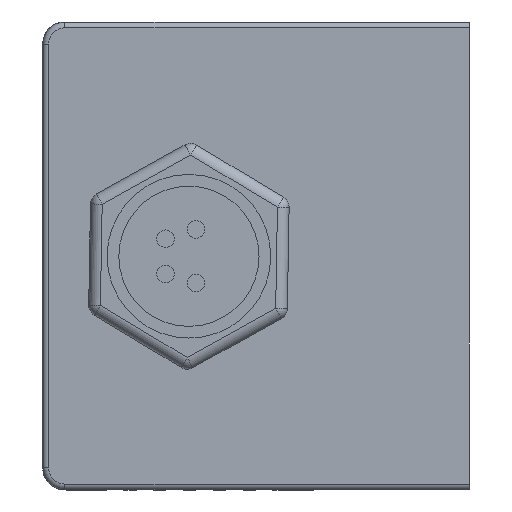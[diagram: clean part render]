
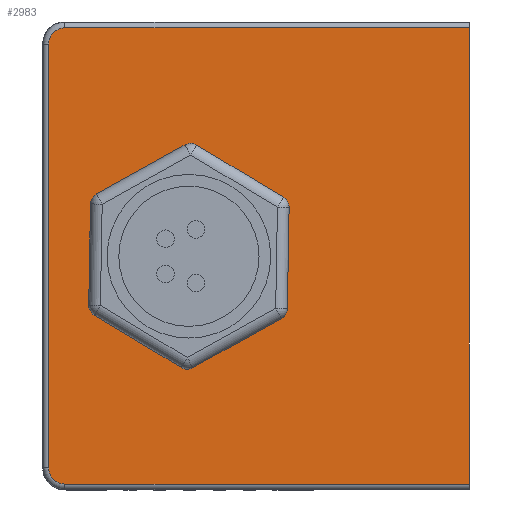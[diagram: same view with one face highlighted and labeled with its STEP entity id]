
A CAD part, left-side view. The second image highlights one B-rep face of the part: STEP entity #2983.
In plain terms, the highlighted planar face has unit normal (-1, 0, 0).
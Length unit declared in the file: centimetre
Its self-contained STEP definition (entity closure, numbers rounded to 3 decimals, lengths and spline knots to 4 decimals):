
#180=CIRCLE('',#3191,0.1);
#184=CIRCLE('',#3197,0.1);
#188=CIRCLE('',#3204,0.1);
#192=CIRCLE('',#3210,0.1);
#196=CIRCLE('',#3217,0.1);
#200=CIRCLE('',#3223,0.1);
#204=CIRCLE('',#3239,0.14);
#214=CIRCLE('',#3253,0.14);
#403=VERTEX_POINT('',#4785);
#404=VERTEX_POINT('',#4786);
#408=VERTEX_POINT('',#4798);
#409=VERTEX_POINT('',#4799);
#413=VERTEX_POINT('',#4814);
#414=VERTEX_POINT('',#4815);
#418=VERTEX_POINT('',#4827);
#419=VERTEX_POINT('',#4828);
#423=VERTEX_POINT('',#4843);
#424=VERTEX_POINT('',#4844);
#428=VERTEX_POINT('',#4856);
#429=VERTEX_POINT('',#4857);
#432=VERTEX_POINT('',#4891);
#433=VERTEX_POINT('',#4893);
#440=VERTEX_POINT('',#4911);
#445=VERTEX_POINT('',#4931);
#446=VERTEX_POINT('',#4933);
#447=VERTEX_POINT('',#4935);
#687=VECTOR('',#3735,1.);
#688=VECTOR('',#3737,1.);
#689=VECTOR('',#3739,1.);
#697=VECTOR('',#3774,1.);
#702=VECTOR('',#3791,1.);
#703=VECTOR('',#3792,1.);
#704=VECTOR('',#3793,1.);
#705=VECTOR('',#3794,1.);
#706=VECTOR('',#3795,1.);
#707=VECTOR('',#3796,1.);
#945=LINE('',#4873,#687);
#946=LINE('',#4875,#688);
#947=LINE('',#4877,#689);
#955=LINE('',#4910,#697);
#960=LINE('',#4927,#702);
#961=LINE('',#4928,#703);
#962=LINE('',#4929,#704);
#963=LINE('',#4930,#705);
#964=LINE('',#4932,#706);
#965=LINE('',#4934,#707);
#1244=EDGE_CURVE('',#403,#404,#180,.F.);
#1250=EDGE_CURVE('',#408,#409,#184,.F.);
#1258=EDGE_CURVE('',#413,#414,#188,.F.);
#1264=EDGE_CURVE('',#418,#419,#192,.F.);
#1272=EDGE_CURVE('',#423,#424,#196,.F.);
#1278=EDGE_CURVE('',#428,#429,#200,.F.);
#1289=EDGE_CURVE('',#403,#409,#945,.T.);
#1290=EDGE_CURVE('',#408,#419,#946,.T.);
#1291=EDGE_CURVE('',#418,#429,#947,.T.);
#1298=EDGE_CURVE('',#432,#433,#204,.T.);
#1307=EDGE_CURVE('',#433,#440,#955,.T.);
#1317=EDGE_CURVE('',#428,#424,#960,.T.);
#1318=EDGE_CURVE('',#423,#414,#961,.T.);
#1319=EDGE_CURVE('',#413,#404,#962,.T.);
#1320=EDGE_CURVE('',#445,#432,#963,.T.);
#1321=EDGE_CURVE('',#446,#445,#964,.T.);
#1322=EDGE_CURVE('',#447,#446,#965,.T.);
#1323=EDGE_CURVE('',#440,#447,#214,.T.);
#1894=ORIENTED_EDGE('',*,*,#1290,.T.);
#1895=ORIENTED_EDGE('',*,*,#1264,.F.);
#1896=ORIENTED_EDGE('',*,*,#1291,.T.);
#1897=ORIENTED_EDGE('',*,*,#1278,.F.);
#1898=ORIENTED_EDGE('',*,*,#1317,.T.);
#1899=ORIENTED_EDGE('',*,*,#1272,.F.);
#1900=ORIENTED_EDGE('',*,*,#1318,.T.);
#1901=ORIENTED_EDGE('',*,*,#1258,.F.);
#1902=ORIENTED_EDGE('',*,*,#1319,.T.);
#1903=ORIENTED_EDGE('',*,*,#1244,.F.);
#1904=ORIENTED_EDGE('',*,*,#1289,.T.);
#1905=ORIENTED_EDGE('',*,*,#1250,.F.);
#1906=ORIENTED_EDGE('',*,*,#1298,.F.);
#1907=ORIENTED_EDGE('',*,*,#1320,.F.);
#1908=ORIENTED_EDGE('',*,*,#1321,.F.);
#1909=ORIENTED_EDGE('',*,*,#1322,.F.);
#1910=ORIENTED_EDGE('',*,*,#1323,.F.);
#1911=ORIENTED_EDGE('',*,*,#1307,.F.);
#2563=EDGE_LOOP('',(#1894,#1895,#1896,#1897,#1898,#1899,#1900,#1901,#1902,
#1903,#1904,#1905));
#2564=EDGE_LOOP('',(#1906,#1907,#1908,#1909,#1910,#1911));
#2775=FACE_BOUND('',#2563,.T.);
#2776=FACE_BOUND('',#2564,.T.);
#2983=ADVANCED_FACE('',(#2775,#2776),#5363,.F.);
#3191=AXIS2_PLACEMENT_3D('',#4784,#3636,#3637);
#3197=AXIS2_PLACEMENT_3D('',#4797,#3650,#3651);
#3204=AXIS2_PLACEMENT_3D('',#4813,#3668,#3669);
#3210=AXIS2_PLACEMENT_3D('',#4826,#3682,#3683);
#3217=AXIS2_PLACEMENT_3D('',#4842,#3700,#3701);
#3223=AXIS2_PLACEMENT_3D('',#4855,#3714,#3715);
#3239=AXIS2_PLACEMENT_3D('',#4892,#3756,#3757);
#3252=AXIS2_PLACEMENT_3D('',#4926,#3790,$);
#3253=AXIS2_PLACEMENT_3D('',#4936,#3797,#3798);
#3636=DIRECTION('',(1.,0.,0.));
#3637=DIRECTION('',(0.,0.087,-0.048));
#3650=DIRECTION('',(1.,0.,0.));
#3651=DIRECTION('',(0.,0.086,0.052));
#3668=DIRECTION('',(1.,0.,0.));
#3669=DIRECTION('',(0.,0.002,-0.1));
#3682=DIRECTION('',(1.,0.,0.));
#3683=DIRECTION('',(0.,-0.002,0.1));
#3700=DIRECTION('',(1.,0.,0.));
#3701=DIRECTION('',(0.,-0.086,-0.052));
#3714=DIRECTION('',(1.,0.,0.));
#3715=DIRECTION('',(0.,-0.087,0.048));
#3735=DIRECTION('',(0.,-0.017,1.));
#3737=DIRECTION('',(0.,-0.875,0.485));
#3739=DIRECTION('',(0.,-0.857,-0.515));
#3756=DIRECTION('',(1.,0.,0.));
#3757=DIRECTION('',(0.,0.099,-0.099));
#3774=DIRECTION('',(0.,0.,1.));
#3790=DIRECTION('',(1.,0.,0.));
#3791=DIRECTION('',(0.,0.017,-1.));
#3792=DIRECTION('',(0.,0.875,-0.485));
#3793=DIRECTION('',(0.,0.857,0.515));
#3794=DIRECTION('',(0.,1.,0.));
#3795=DIRECTION('',(0.,0.,-1.));
#3796=DIRECTION('',(0.,-1.,0.));
#3797=DIRECTION('',(1.,0.,0.));
#3798=DIRECTION('',(0.,0.099,0.099));
#4784=CARTESIAN_POINT('',(-2.55,2.016,-0.4199));
#4785=CARTESIAN_POINT('',(-2.55,2.116,-0.4181));
#4786=CARTESIAN_POINT('',(-2.55,2.0675,-0.5056));
#4797=CARTESIAN_POINT('',(-2.55,2.001,0.446));
#4798=CARTESIAN_POINT('',(-2.55,2.0494,0.5335));
#4799=CARTESIAN_POINT('',(-2.55,2.1009,0.4477));
#4813=CARTESIAN_POINT('',(-2.55,1.2737,-0.8659));
#4814=CARTESIAN_POINT('',(-2.55,1.3252,-0.9516));
#4815=CARTESIAN_POINT('',(-2.55,1.2252,-0.9534));
#4826=CARTESIAN_POINT('',(-2.55,1.2435,0.8659));
#4827=CARTESIAN_POINT('',(-2.55,1.192,0.9516));
#4828=CARTESIAN_POINT('',(-2.55,1.292,0.9534));
#4842=CARTESIAN_POINT('',(-2.55,0.5163,-0.446));
#4843=CARTESIAN_POINT('',(-2.55,0.4678,-0.5335));
#4844=CARTESIAN_POINT('',(-2.55,0.4163,-0.4477));
#4855=CARTESIAN_POINT('',(-2.55,0.5012,0.4199));
#4856=CARTESIAN_POINT('',(-2.55,0.4012,0.4181));
#4857=CARTESIAN_POINT('',(-2.55,0.4497,0.5056));
#4873=CARTESIAN_POINT('',(-2.55,2.1084,0.0211));
#4875=CARTESIAN_POINT('',(-2.55,1.4506,0.8654));
#4877=CARTESIAN_POINT('',(-2.55,0.6106,0.6023));
#4891=CARTESIAN_POINT('',(-2.55,2.3196,-1.9493));
#4892=CARTESIAN_POINT('',(-2.55,2.3196,-1.8093));
#4893=CARTESIAN_POINT('',(-2.55,2.4596,-1.8093));
#4910=CARTESIAN_POINT('',(-2.55,2.4596,0.0024));
#4911=CARTESIAN_POINT('',(-2.55,2.4596,1.8145));
#4926=CARTESIAN_POINT('',(-2.55,0.6846,0.0026));
#4927=CARTESIAN_POINT('',(-2.55,0.4086,-0.0085));
#4928=CARTESIAN_POINT('',(-2.55,0.6264,-0.6214));
#4929=CARTESIAN_POINT('',(-2.55,1.4861,-0.855));
#4930=CARTESIAN_POINT('',(-2.55,0.9697,-1.9493));
#4931=CARTESIAN_POINT('',(-2.55,-1.1404,-1.9493));
#4932=CARTESIAN_POINT('',(-2.55,-1.1404,-1.9993));
#4933=CARTESIAN_POINT('',(-2.55,-1.1404,1.9545));
#4934=CARTESIAN_POINT('',(-2.55,0.6846,1.9545));
#4935=CARTESIAN_POINT('',(-2.55,2.3196,1.9545));
#4936=CARTESIAN_POINT('',(-2.55,2.3196,1.8145));
#5363=PLANE('',#3252);
